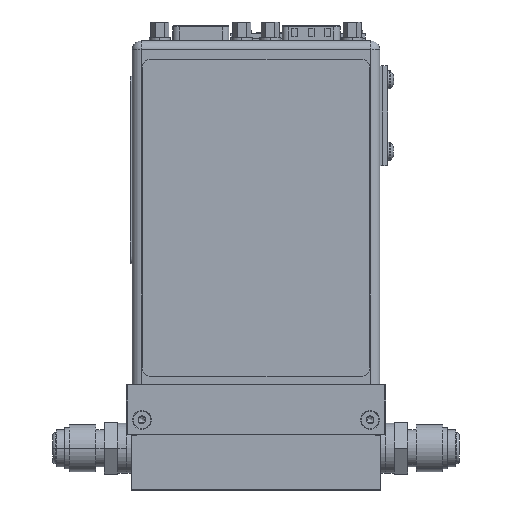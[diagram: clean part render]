
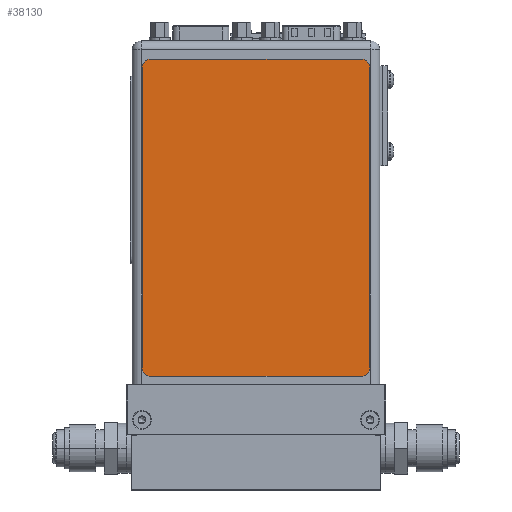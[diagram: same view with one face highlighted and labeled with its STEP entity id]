
A CAD part, top view. The second image highlights one B-rep face of the part: STEP entity #38130.
In plain terms, the highlighted planar face has unit normal (0, 0, 1).
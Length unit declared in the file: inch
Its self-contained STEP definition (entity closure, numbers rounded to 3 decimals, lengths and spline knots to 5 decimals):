
#37887=CARTESIAN_POINT('',(2.63,3.71,0.004));
#37888=DIRECTION('',(0.,0.,1.));
#37889=DIRECTION('',(1.,0.,0.));
#37890=AXIS2_PLACEMENT_3D('',#37887,#37888,#37889);
#37895=DIRECTION('',(0.,1.,0.));
#37896=VECTOR('',#37895,3.61);
#37897=CARTESIAN_POINT('',(2.73,0.1,0.004));
#37898=LINE('',#37897,#37896);
#37902=CARTESIAN_POINT('',(2.63,0.1,0.004));
#37903=DIRECTION('',(0.,0.,1.));
#37904=DIRECTION('',(0.,-1.,0.));
#37905=AXIS2_PLACEMENT_3D('',#37902,#37903,#37904);
#37910=DIRECTION('',(1.,0.,0.));
#37911=VECTOR('',#37910,2.53);
#37912=CARTESIAN_POINT('',(0.1,0.,0.004));
#37913=LINE('',#37912,#37911);
#37917=CARTESIAN_POINT('',(0.1,0.1,0.004));
#37918=DIRECTION('',(0.,0.,1.));
#37919=DIRECTION('',(-1.,0.,0.));
#37920=AXIS2_PLACEMENT_3D('',#37917,#37918,#37919);
#37925=DIRECTION('',(0.,-1.,0.));
#37926=VECTOR('',#37925,3.61);
#37927=CARTESIAN_POINT('',(0.,3.71,0.004));
#37928=LINE('',#37927,#37926);
#37932=CARTESIAN_POINT('',(0.1,3.71,0.004));
#37933=DIRECTION('',(0.,0.,1.));
#37934=DIRECTION('',(0.,1.,0.));
#37935=AXIS2_PLACEMENT_3D('',#37932,#37933,#37934);
#37940=DIRECTION('',(-1.,0.,0.));
#37941=VECTOR('',#37940,2.53);
#37942=CARTESIAN_POINT('',(2.63,3.81,0.004));
#37943=LINE('',#37942,#37941);
#37951=CARTESIAN_POINT('',(2.73,3.71,0.004));
#37952=VERTEX_POINT('',#37951);
#37953=CARTESIAN_POINT('',(2.63,3.81,0.004));
#37954=VERTEX_POINT('',#37953);
#37959=CARTESIAN_POINT('',(0.1,3.81,0.004));
#37960=VERTEX_POINT('',#37959);
#37961=CARTESIAN_POINT('',(0.,3.71,0.004));
#37962=VERTEX_POINT('',#37961);
#37967=CARTESIAN_POINT('',(0.,0.1,0.004));
#37968=VERTEX_POINT('',#37967);
#37969=CARTESIAN_POINT('',(0.1,0.,0.004));
#37970=VERTEX_POINT('',#37969);
#37973=CARTESIAN_POINT('',(2.73,0.1,0.004));
#37974=VERTEX_POINT('',#37973);
#37977=CARTESIAN_POINT('',(2.63,0.,0.004));
#37978=VERTEX_POINT('',#37977);
#38115=CARTESIAN_POINT('',(0.,0.,0.004));
#38116=DIRECTION('',(0.,0.,1.));
#38117=DIRECTION('',(1.,0.,0.));
#38118=AXIS2_PLACEMENT_3D('',#38115,#38116,#38117);
#38119=PLANE('',#38118);
#38120=ORIENTED_EDGE('',*,*,#38011,.F.);
#38121=ORIENTED_EDGE('',*,*,#38027,.F.);
#38122=ORIENTED_EDGE('',*,*,#38040,.F.);
#38123=ORIENTED_EDGE('',*,*,#38053,.F.);
#38124=ORIENTED_EDGE('',*,*,#38068,.F.);
#38125=ORIENTED_EDGE('',*,*,#38081,.F.);
#38126=ORIENTED_EDGE('',*,*,#38096,.F.);
#38127=ORIENTED_EDGE('',*,*,#38108,.F.);
#38128=EDGE_LOOP('',(#38120,#38121,#38122,#38123,#38124,#38125,#38126,#38127));
#38129=FACE_OUTER_BOUND('',#38128,.F.);
#38130=ADVANCED_FACE('',(#38129),#38119,.T.);
#37891=CIRCLE('',#37890,0.1);
#37906=CIRCLE('',#37905,0.1);
#37921=CIRCLE('',#37920,0.1);
#37936=CIRCLE('',#37935,0.1);
#38011=EDGE_CURVE('',#37952,#37954,#37891,.T.);
#38027=EDGE_CURVE('',#37974,#37952,#37898,.T.);
#38040=EDGE_CURVE('',#37978,#37974,#37906,.T.);
#38053=EDGE_CURVE('',#37970,#37978,#37913,.T.);
#38068=EDGE_CURVE('',#37968,#37970,#37921,.T.);
#38081=EDGE_CURVE('',#37962,#37968,#37928,.T.);
#38096=EDGE_CURVE('',#37960,#37962,#37936,.T.);
#38108=EDGE_CURVE('',#37954,#37960,#37943,.T.);
